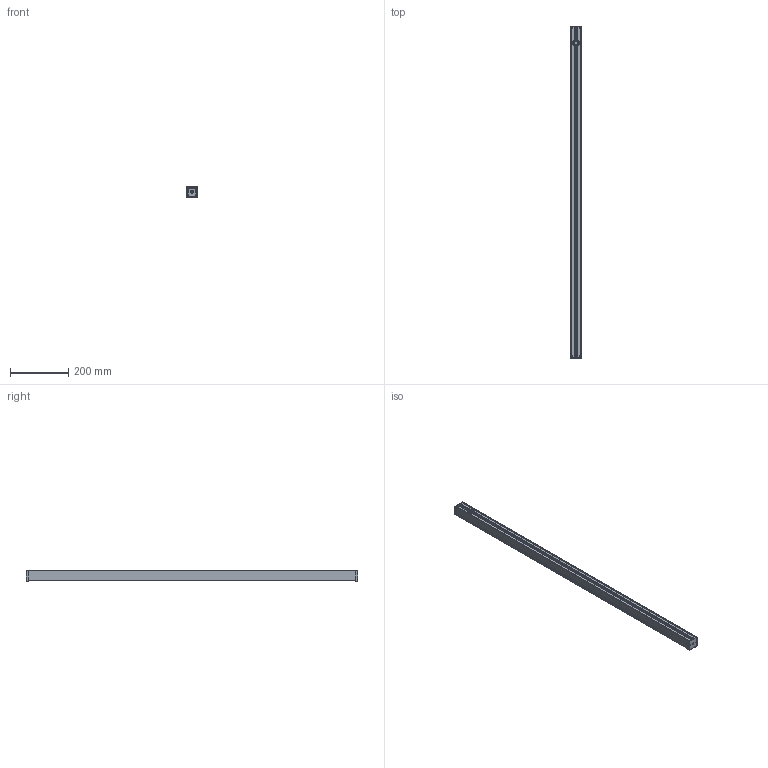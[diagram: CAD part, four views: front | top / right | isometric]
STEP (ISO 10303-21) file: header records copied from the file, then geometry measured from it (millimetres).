
FILE_DESCRIPTION(/* description */ ('This is a sample STEP configuration'),/* implementation_level */ '2;1');
FILE_NAME(/* name */ '577-01303xxxxxxx SIMPLE.ipt_Rev_00.stp',/* time_stamp */ '2023-04-26T14:46:41+02:00',/* author */ ('powerJobs'),/* organization */ ('coolOrange'),/* preprocessor_version */ 'ST-DEVELOPER v19.2',/* originating_system */ 'Autodesk Inventor 2023',/* authorisation */ '');
FILE_SCHEMA (('AUTOMOTIVE_DESIGN { 1 0 10303 214 3 1 1 }'));
Length unit declared in the file: millimetre
Products named in the file (1): ENG000021623
Bounding box: 39 x 1138.2 x 37 mm (x, y, z)
Volume: 360909.6 mm3; surface area: 501650.3 mm2
Topology: 9 solids, 9 shells, 768 faces, 1904 edges, 1168 vertices
Faces by surface type: cylinder 360, plane 236, torus 84, sphere 52, bspline 24, cone 12
Full cylindrical faces by diameter (mm): 1.6 x4, 2.7 x4, 4.5 x2, 5 x4, 8 x2, 9.6 x2, 13.5 x2, 20 x2, 24 x2
Entity records: 23667 total; most frequent: CARTESIAN_POINT 4769, DIRECTION 4274, ORIENTED_EDGE 3808, EDGE_CURVE 1904, AXIS2_PLACEMENT_3D 1649, VERTEX_POINT 1168, LINE 976, VECTOR 976
